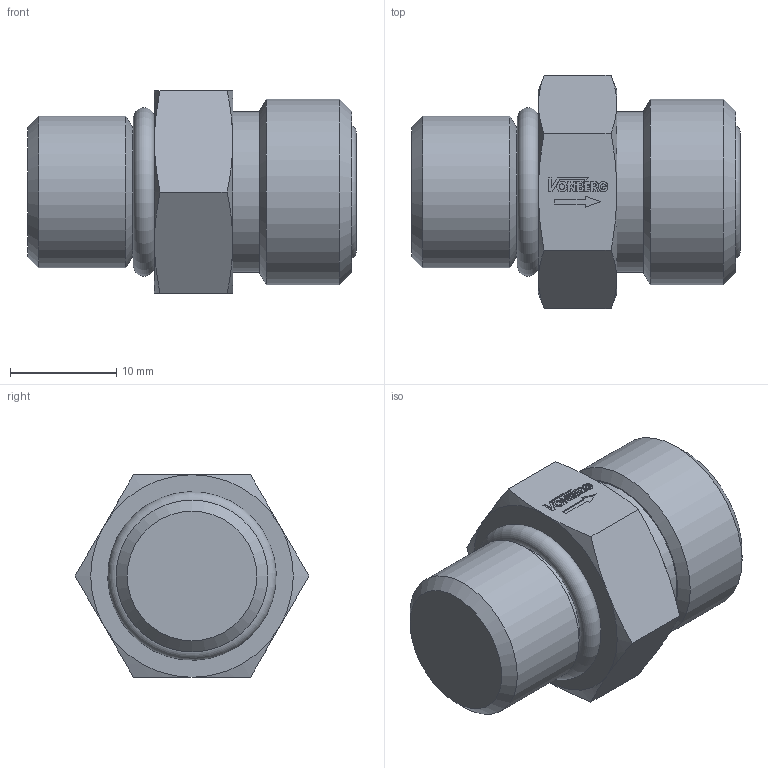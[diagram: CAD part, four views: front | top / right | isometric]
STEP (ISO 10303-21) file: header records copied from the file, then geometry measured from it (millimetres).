
FILE_DESCRIPTION((''),'2;1');
FILE_NAME('1906K.stp','2015-01-02T11:12:55',('jml'),(''),'Autodesk Inventor 2010','Autodesk Inventor 2010','');
FILE_SCHEMA(('AUTOMOTIVE_DESIGN { 1 0 10303 214 1 1 1 1 }'));
Length unit declared in the file: inch
Products named in the file (4): 1906K; 221027; 012 O-RING; 906 O-RING
Assembly tree (3 placements, depth 2):
  1906K
    221027
    012 O-RING
    906 O-RING
Bounding box: 30.94 x 22 x 19.05 mm (x, y, z)
Volume: 6684.1 mm3; surface area: 2858.1 mm2
Topology: 3 solids, 3 shells, 135 faces, 326 edges, 211 vertices
Faces by surface type: plane 96, cylinder 21, cone 16, torus 2
Full cylindrical faces by diameter (mm): 0.522 x1, 8.103 x1, 12.294 x1, 12.675 x1, 14.275 x1, 15.113 x1, 17.45 x1
Entity records: 3961 total; most frequent: CARTESIAN_POINT 716, DIRECTION 636, ORIENTED_EDGE 630, EDGE_CURVE 315, VECTOR 230, LINE 230, VERTEX_POINT 211, AXIS2_PLACEMENT_3D 203
